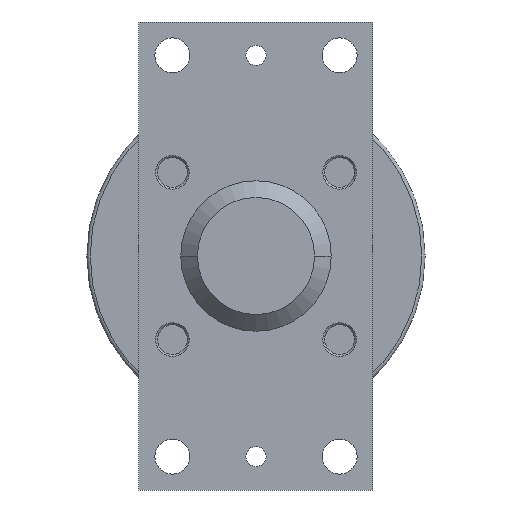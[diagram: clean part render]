
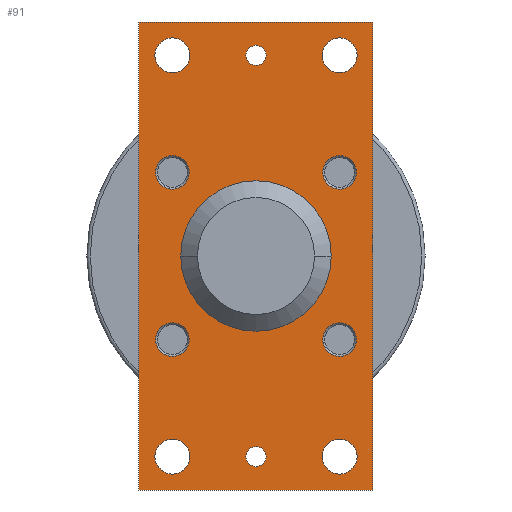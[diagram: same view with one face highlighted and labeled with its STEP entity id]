
A CAD part, left-side view. The second image highlights one B-rep face of the part: STEP entity #91.
In plain terms, the highlighted planar face has unit normal (-1, 0, 0).
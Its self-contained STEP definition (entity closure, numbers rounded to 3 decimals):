
#91=ADVANCED_FACE('',(#219,#220,#221,#222,#223,#224,#225,#226,#227,#228,#229,#230),#231,.F.);
#219=FACE_BOUND('',#390,.T.);
#220=FACE_BOUND('',#391,.T.);
#221=FACE_BOUND('',#392,.T.);
#222=FACE_BOUND('',#393,.T.);
#223=FACE_BOUND('',#394,.T.);
#224=FACE_BOUND('',#395,.T.);
#225=FACE_BOUND('',#396,.T.);
#226=FACE_BOUND('',#397,.T.);
#227=FACE_BOUND('',#398,.T.);
#228=FACE_BOUND('',#399,.T.);
#229=FACE_BOUND('',#400,.T.);
#230=FACE_OUTER_BOUND('',#401,.T.);
#231=PLANE('',#402);
#390=EDGE_LOOP('',(#800,#801));
#391=EDGE_LOOP('',(#802,#803));
#392=EDGE_LOOP('',(#804,#805));
#393=EDGE_LOOP('',(#806,#807));
#394=EDGE_LOOP('',(#808,#809));
#395=EDGE_LOOP('',(#810,#811));
#396=EDGE_LOOP('',(#812,#813));
#397=EDGE_LOOP('',(#814,#815));
#398=EDGE_LOOP('',(#816,#817));
#399=EDGE_LOOP('',(#818,#819));
#400=EDGE_LOOP('',(#820,#821));
#401=EDGE_LOOP('',(#822,#823,#824,#825));
#402=AXIS2_PLACEMENT_3D('',#826,#827,#828);
#800=ORIENTED_EDGE('',*,*,#1131,.T.);
#801=ORIENTED_EDGE('',*,*,#1132,.T.);
#802=ORIENTED_EDGE('',*,*,#1127,.T.);
#803=ORIENTED_EDGE('',*,*,#1149,.T.);
#804=ORIENTED_EDGE('',*,*,#1123,.T.);
#805=ORIENTED_EDGE('',*,*,#1150,.T.);
#806=ORIENTED_EDGE('',*,*,#1119,.T.);
#807=ORIENTED_EDGE('',*,*,#1151,.T.);
#808=ORIENTED_EDGE('',*,*,#1112,.T.);
#809=ORIENTED_EDGE('',*,*,#1153,.T.);
#810=ORIENTED_EDGE('',*,*,#1105,.T.);
#811=ORIENTED_EDGE('',*,*,#1155,.T.);
#812=ORIENTED_EDGE('',*,*,#1098,.T.);
#813=ORIENTED_EDGE('',*,*,#1157,.T.);
#814=ORIENTED_EDGE('',*,*,#1091,.T.);
#815=ORIENTED_EDGE('',*,*,#1159,.T.);
#816=ORIENTED_EDGE('',*,*,#1087,.T.);
#817=ORIENTED_EDGE('',*,*,#1160,.T.);
#818=ORIENTED_EDGE('',*,*,#1083,.T.);
#819=ORIENTED_EDGE('',*,*,#1161,.T.);
#820=ORIENTED_EDGE('',*,*,#1079,.T.);
#821=ORIENTED_EDGE('',*,*,#1162,.T.);
#822=ORIENTED_EDGE('',*,*,#1170,.T.);
#823=ORIENTED_EDGE('',*,*,#1167,.F.);
#824=ORIENTED_EDGE('',*,*,#1169,.F.);
#825=ORIENTED_EDGE('',*,*,#1164,.F.);
#826=CARTESIAN_POINT('',(0.0,0.0,0.0));
#827=DIRECTION('',(1.0,0.0,0.0));
#828=DIRECTION('',(0.0,0.0,-1.0));
#1079=EDGE_CURVE('',#1298,#1302,#1304,.T.);
#1083=EDGE_CURVE('',#1306,#1310,#1312,.T.);
#1087=EDGE_CURVE('',#1314,#1318,#1320,.T.);
#1091=EDGE_CURVE('',#1322,#1326,#1328,.T.);
#1098=EDGE_CURVE('',#1337,#1339,#1341,.T.);
#1105=EDGE_CURVE('',#1350,#1352,#1354,.T.);
#1112=EDGE_CURVE('',#1363,#1365,#1367,.T.);
#1119=EDGE_CURVE('',#1376,#1378,#1380,.T.);
#1123=EDGE_CURVE('',#1382,#1386,#1388,.T.);
#1127=EDGE_CURVE('',#1390,#1394,#1396,.T.);
#1131=EDGE_CURVE('',#1397,#1401,#1403,.T.);
#1132=EDGE_CURVE('',#1401,#1397,#1404,.T.);
#1149=EDGE_CURVE('',#1394,#1390,#1425,.T.);
#1150=EDGE_CURVE('',#1386,#1382,#1426,.T.);
#1151=EDGE_CURVE('',#1378,#1376,#1427,.T.);
#1153=EDGE_CURVE('',#1365,#1363,#1429,.T.);
#1155=EDGE_CURVE('',#1352,#1350,#1431,.T.);
#1157=EDGE_CURVE('',#1339,#1337,#1433,.T.);
#1159=EDGE_CURVE('',#1326,#1322,#1435,.T.);
#1160=EDGE_CURVE('',#1318,#1314,#1436,.T.);
#1161=EDGE_CURVE('',#1310,#1306,#1437,.T.);
#1162=EDGE_CURVE('',#1302,#1298,#1438,.T.);
#1164=EDGE_CURVE('',#1439,#1441,#1442,.T.);
#1167=EDGE_CURVE('',#1444,#1446,#1447,.T.);
#1169=EDGE_CURVE('',#1441,#1444,#1449,.T.);
#1170=EDGE_CURVE('',#1439,#1446,#1450,.T.);
#1298=VERTEX_POINT('',#1680);
#1302=VERTEX_POINT('',#1685);
#1304=CIRCLE('',#1688,5.25);
#1306=VERTEX_POINT('',#1690);
#1310=VERTEX_POINT('',#1695);
#1312=CIRCLE('',#1698,5.25);
#1314=VERTEX_POINT('',#1700);
#1318=VERTEX_POINT('',#1705);
#1320=CIRCLE('',#1708,5.25);
#1322=VERTEX_POINT('',#1710);
#1326=VERTEX_POINT('',#1715);
#1328=CIRCLE('',#1718,5.25);
#1337=VERTEX_POINT('',#1729);
#1339=VERTEX_POINT('',#1732);
#1341=CIRCLE('',#1735,5.0);
#1350=VERTEX_POINT('',#1746);
#1352=VERTEX_POINT('',#1749);
#1354=CIRCLE('',#1752,5.0);
#1363=VERTEX_POINT('',#1763);
#1365=VERTEX_POINT('',#1766);
#1367=CIRCLE('',#1769,5.0);
#1376=VERTEX_POINT('',#1780);
#1378=VERTEX_POINT('',#1783);
#1380=CIRCLE('',#1786,5.0);
#1382=VERTEX_POINT('',#1788);
#1386=VERTEX_POINT('',#1793);
#1388=CIRCLE('',#1796,3.0);
#1390=VERTEX_POINT('',#1798);
#1394=VERTEX_POINT('',#1803);
#1396=CIRCLE('',#1806,3.0);
#1397=VERTEX_POINT('',#1807);
#1401=VERTEX_POINT('',#1812);
#1403=CIRCLE('',#1815,22.5);
#1404=CIRCLE('',#1816,22.5);
#1425=CIRCLE('',#1841,3.0);
#1426=CIRCLE('',#1842,3.0);
#1427=CIRCLE('',#1843,5.0);
#1429=CIRCLE('',#1845,5.0);
#1431=CIRCLE('',#1847,5.0);
#1433=CIRCLE('',#1849,5.0);
#1435=CIRCLE('',#1851,5.25);
#1436=CIRCLE('',#1852,5.25);
#1437=CIRCLE('',#1853,5.25);
#1438=CIRCLE('',#1854,5.25);
#1439=VERTEX_POINT('',#1855);
#1441=VERTEX_POINT('',#1858);
#1442=LINE('',#1859,#1860);
#1444=VERTEX_POINT('',#1863);
#1446=VERTEX_POINT('',#1866);
#1447=LINE('',#1867,#1868);
#1449=LINE('',#1871,#1872);
#1450=LINE('',#1873,#1874);
#1680=CARTESIAN_POINT('',(0.0,25.0,54.75));
#1685=CARTESIAN_POINT('',(0.0,25.0,65.25));
#1688=AXIS2_PLACEMENT_3D('',#2109,#2110,#2111);
#1690=CARTESIAN_POINT('',(0.0,25.0,-65.25));
#1695=CARTESIAN_POINT('',(0.0,25.0,-54.75));
#1698=AXIS2_PLACEMENT_3D('',#2117,#2118,#2119);
#1700=CARTESIAN_POINT('',(0.0,-25.0,54.75));
#1705=CARTESIAN_POINT('',(0.0,-25.0,65.25));
#1708=AXIS2_PLACEMENT_3D('',#2125,#2126,#2127);
#1710=CARTESIAN_POINT('',(0.0,-25.0,-65.25));
#1715=CARTESIAN_POINT('',(0.0,-25.0,-54.75));
#1718=AXIS2_PLACEMENT_3D('',#2133,#2134,#2135);
#1729=CARTESIAN_POINT('',(0.0,30.0,25.0));
#1732=CARTESIAN_POINT('',(0.0,20.0,25.0));
#1735=AXIS2_PLACEMENT_3D('',#2146,#2147,#2148);
#1746=CARTESIAN_POINT('',(0.0,30.0,-25.0));
#1749=CARTESIAN_POINT('',(0.0,20.0,-25.0));
#1752=AXIS2_PLACEMENT_3D('',#2159,#2160,#2161);
#1763=CARTESIAN_POINT('',(0.0,-20.0,25.0));
#1766=CARTESIAN_POINT('',(0.0,-30.0,25.0));
#1769=AXIS2_PLACEMENT_3D('',#2172,#2173,#2174);
#1780=CARTESIAN_POINT('',(0.0,-20.0,-25.0));
#1783=CARTESIAN_POINT('',(0.0,-30.0,-25.0));
#1786=AXIS2_PLACEMENT_3D('',#2185,#2186,#2187);
#1788=CARTESIAN_POINT('',(0.0,0.0,57.0));
#1793=CARTESIAN_POINT('',(0.0,0.,63.0));
#1796=AXIS2_PLACEMENT_3D('',#2193,#2194,#2195);
#1798=CARTESIAN_POINT('',(0.0,0.0,-63.0));
#1803=CARTESIAN_POINT('',(0.0,0.,-57.0));
#1806=AXIS2_PLACEMENT_3D('',#2201,#2202,#2203);
#1807=CARTESIAN_POINT('',(0.0,0.0,-22.5));
#1812=CARTESIAN_POINT('',(0.0,0.,22.5));
#1815=AXIS2_PLACEMENT_3D('',#2209,#2210,#2211);
#1816=AXIS2_PLACEMENT_3D('',#2212,#2213,#2214);
#1841=AXIS2_PLACEMENT_3D('',#2255,#2256,#2257);
#1842=AXIS2_PLACEMENT_3D('',#2258,#2259,#2260);
#1843=AXIS2_PLACEMENT_3D('',#2261,#2262,#2263);
#1845=AXIS2_PLACEMENT_3D('',#2267,#2268,#2269);
#1847=AXIS2_PLACEMENT_3D('',#2273,#2274,#2275);
#1849=AXIS2_PLACEMENT_3D('',#2279,#2280,#2281);
#1851=AXIS2_PLACEMENT_3D('',#2285,#2286,#2287);
#1852=AXIS2_PLACEMENT_3D('',#2288,#2289,#2290);
#1853=AXIS2_PLACEMENT_3D('',#2291,#2292,#2293);
#1854=AXIS2_PLACEMENT_3D('',#2294,#2295,#2296);
#1855=CARTESIAN_POINT('',(0.0,35.0,70.0));
#1858=CARTESIAN_POINT('',(0.0,-35.0,70.0));
#1859=CARTESIAN_POINT('',(0.0,0.0,70.0));
#1860=VECTOR('',#2298,1.0);
#1863=CARTESIAN_POINT('',(0.0,-35.0,-70.0));
#1866=CARTESIAN_POINT('',(0.0,35.0,-70.0));
#1867=CARTESIAN_POINT('',(0.0,0.0,-70.0));
#1868=VECTOR('',#2301,1.0);
#1871=CARTESIAN_POINT('',(0.0,-35.0,0.0));
#1872=VECTOR('',#2303,1.0);
#1873=CARTESIAN_POINT('',(0.0,35.0,0.0));
#1874=VECTOR('',#2304,1.0);
#2109=CARTESIAN_POINT('',(0.0,25.0,60.0));
#2110=DIRECTION('',(1.0,0.0,0.0));
#2111=DIRECTION('',(0.0,0.0,-1.0));
#2117=CARTESIAN_POINT('',(0.0,25.0,-60.0));
#2118=DIRECTION('',(1.0,0.0,0.0));
#2119=DIRECTION('',(0.0,0.0,-1.0));
#2125=CARTESIAN_POINT('',(0.0,-25.0,60.0));
#2126=DIRECTION('',(1.0,0.0,0.0));
#2127=DIRECTION('',(0.0,0.0,-1.0));
#2133=CARTESIAN_POINT('',(0.0,-25.0,-60.0));
#2134=DIRECTION('',(1.0,0.0,0.0));
#2135=DIRECTION('',(0.0,0.0,-1.0));
#2146=CARTESIAN_POINT('',(0.0,25.0,25.0));
#2147=DIRECTION('',(1.0,0.0,0.0));
#2148=DIRECTION('',(0.0,1.0,0.0));
#2159=CARTESIAN_POINT('',(0.0,25.0,-25.0));
#2160=DIRECTION('',(1.0,0.0,0.0));
#2161=DIRECTION('',(0.0,1.0,0.0));
#2172=CARTESIAN_POINT('',(0.0,-25.0,25.0));
#2173=DIRECTION('',(1.0,0.0,0.0));
#2174=DIRECTION('',(0.0,1.0,0.0));
#2185=CARTESIAN_POINT('',(0.0,-25.0,-25.0));
#2186=DIRECTION('',(1.0,0.0,0.0));
#2187=DIRECTION('',(0.0,1.0,0.0));
#2193=CARTESIAN_POINT('',(0.0,0.0,60.0));
#2194=DIRECTION('',(1.0,0.0,0.0));
#2195=DIRECTION('',(0.0,0.0,-1.0));
#2201=CARTESIAN_POINT('',(0.0,0.0,-60.0));
#2202=DIRECTION('',(1.0,0.0,0.0));
#2203=DIRECTION('',(0.0,0.0,-1.0));
#2209=CARTESIAN_POINT('',(0.0,0.0,0.0));
#2210=DIRECTION('',(1.0,0.0,0.0));
#2211=DIRECTION('',(0.0,0.0,-1.0));
#2212=CARTESIAN_POINT('',(0.0,0.0,0.0));
#2213=DIRECTION('',(1.0,0.0,0.0));
#2214=DIRECTION('',(0.0,0.0,-1.0));
#2255=CARTESIAN_POINT('',(0.0,0.0,-60.0));
#2256=DIRECTION('',(1.0,0.0,0.0));
#2257=DIRECTION('',(0.0,0.0,-1.0));
#2258=CARTESIAN_POINT('',(0.0,0.0,60.0));
#2259=DIRECTION('',(1.0,0.0,0.0));
#2260=DIRECTION('',(0.0,0.0,-1.0));
#2261=CARTESIAN_POINT('',(0.0,-25.0,-25.0));
#2262=DIRECTION('',(1.0,0.0,0.0));
#2263=DIRECTION('',(0.0,1.0,0.0));
#2267=CARTESIAN_POINT('',(0.0,-25.0,25.0));
#2268=DIRECTION('',(1.0,0.0,0.0));
#2269=DIRECTION('',(0.0,1.0,0.0));
#2273=CARTESIAN_POINT('',(0.0,25.0,-25.0));
#2274=DIRECTION('',(1.0,0.0,0.0));
#2275=DIRECTION('',(0.0,1.0,0.0));
#2279=CARTESIAN_POINT('',(0.0,25.0,25.0));
#2280=DIRECTION('',(1.0,0.0,0.0));
#2281=DIRECTION('',(0.0,1.0,0.0));
#2285=CARTESIAN_POINT('',(0.0,-25.0,-60.0));
#2286=DIRECTION('',(1.0,0.0,0.0));
#2287=DIRECTION('',(0.0,0.0,-1.0));
#2288=CARTESIAN_POINT('',(0.0,-25.0,60.0));
#2289=DIRECTION('',(1.0,0.0,0.0));
#2290=DIRECTION('',(0.0,0.0,-1.0));
#2291=CARTESIAN_POINT('',(0.0,25.0,-60.0));
#2292=DIRECTION('',(1.0,0.0,0.0));
#2293=DIRECTION('',(0.0,0.0,-1.0));
#2294=CARTESIAN_POINT('',(0.0,25.0,60.0));
#2295=DIRECTION('',(1.0,0.0,0.0));
#2296=DIRECTION('',(0.0,0.0,-1.0));
#2298=DIRECTION('',(0.0,-1.0,0.0));
#2301=DIRECTION('',(0.0,1.0,0.0));
#2303=DIRECTION('',(0.0,0.0,-1.0));
#2304=DIRECTION('',(0.0,0.0,-1.0));
